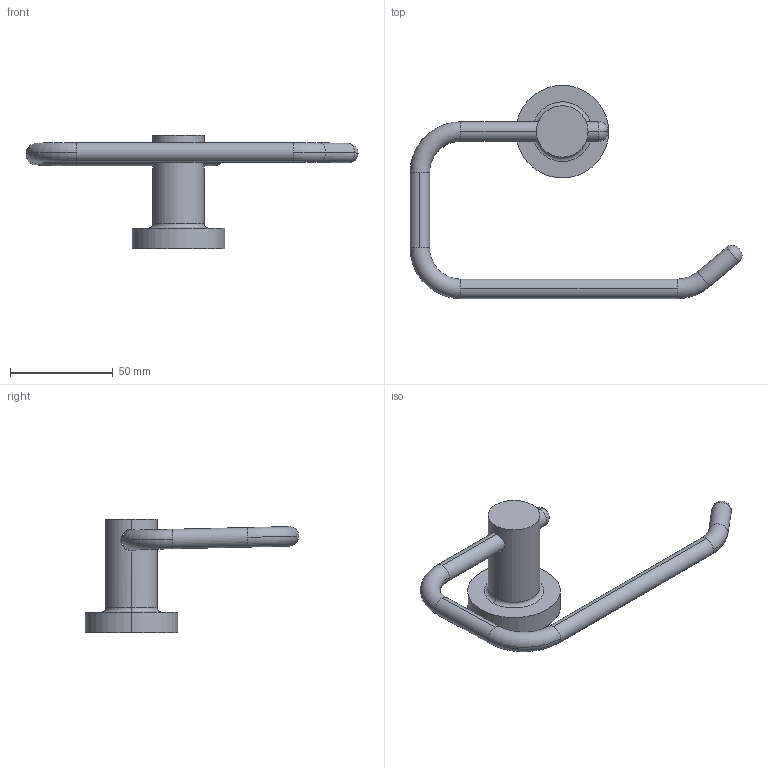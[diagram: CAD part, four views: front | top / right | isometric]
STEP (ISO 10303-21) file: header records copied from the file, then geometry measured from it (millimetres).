
FILE_DESCRIPTION (( 'STEP AP214' ), '1' );
FILE_NAME ('SUSSEX_SCALA_STRH_toilet_roll_holder_shell.STEP', '2021-05-12T06:52:54', ( '' ), ( '' ), 'SwSTEP 2.0', 'SolidWorks 2020', '' );
FILE_SCHEMA (( 'AUTOMOTIVE_DESIGN' ));
Length unit declared in the file: millimetre
Products named in the file (1): SUSSEX_SCALA_STRH_toilet_roll_holder_shell
Bounding box: 161.3 x 103.73 x 55 mm (x, y, z)
Volume: 50054.1 mm3; surface area: 18861.1 mm2
Topology: 2 solids, 2 shells, 46 faces, 102 edges, 60 vertices
Faces by surface type: cylinder 20, torus 12, cone 8, plane 6
Entity records: 2065 total; most frequent: CARTESIAN_POINT 447, DIRECTION 260, ORIENTED_EDGE 204, AXIS2_PLACEMENT_3D 115, EDGE_CURVE 102, CIRCLE 68, VERTEX_POINT 60, UNCERTAINTY_MEASURE_WITH_UNIT 50
